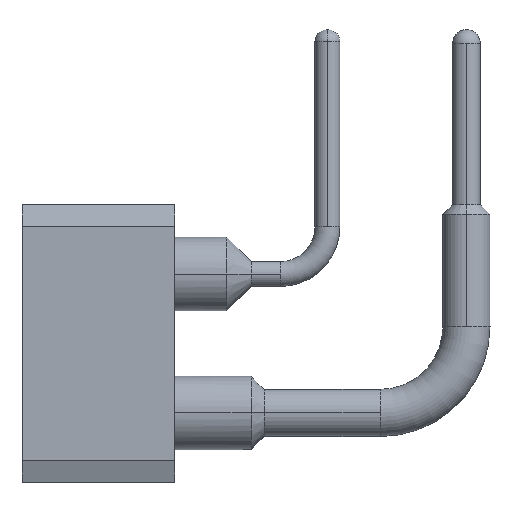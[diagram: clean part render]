
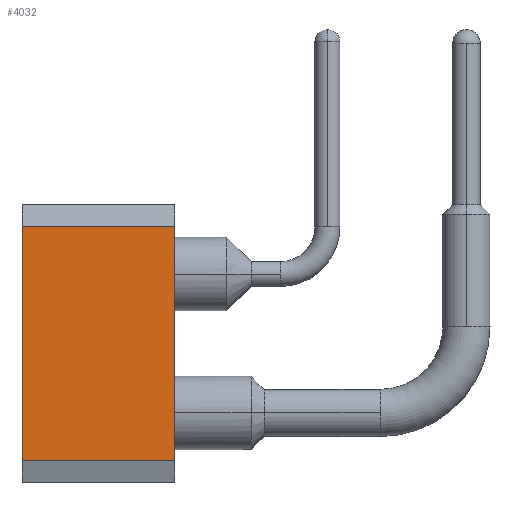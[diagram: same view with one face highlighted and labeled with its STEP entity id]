
A CAD part, left-side view. The second image highlights one B-rep face of the part: STEP entity #4032.
In plain terms, the highlighted planar face has unit normal (-1, 0, 0).
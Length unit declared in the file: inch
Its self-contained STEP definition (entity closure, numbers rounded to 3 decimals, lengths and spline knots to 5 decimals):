
#711 = CARTESIAN_POINT ( 'NONE',  ( -0.01203, 0., -0.18425 ) ) ;
#768 = EDGE_CURVE ( 'NONE', #2063, #4088, #9893, .T. ) ;
#819 = ORIENTED_EDGE ( 'NONE', *, *, #9461, .T. ) ;
#1147 = EDGE_CURVE ( 'NONE', #13123, #4448, #2316, .T. ) ;
#1186 = VECTOR ( 'NONE', #7484, 39.37008 ) ;
#1593 = CARTESIAN_POINT ( 'NONE',  ( -0.01203, 0., -0.18425 ) ) ;
#1841 = DIRECTION ( 'NONE',  ( 0., 0., 1. ) ) ;
#1927 = LINE ( 'NONE', #711, #4064 ) ;
#2063 = VERTEX_POINT ( 'NONE', #9763 ) ;
#2316 = LINE ( 'NONE', #5768, #5995 ) ;
#4032 = ADVANCED_FACE ( 'NONE', ( #8461 ), #7541, .T. ) ;
#4064 = VECTOR ( 'NONE', #1841, 39.37008 ) ;
#4088 = VERTEX_POINT ( 'NONE', #6419 ) ;
#4448 = VERTEX_POINT ( 'NONE', #1593 ) ;
#4462 = AXIS2_PLACEMENT_3D ( 'NONE', #11901, #7470, #14307 ) ;
#4531 = ORIENTED_EDGE ( 'NONE', *, *, #10495, .F. ) ;
#5008 = CARTESIAN_POINT ( 'NONE',  ( -0.01203, -0.11, -0.18425 ) ) ;
#5608 = ORIENTED_EDGE ( 'NONE', *, *, #768, .T. ) ;
#5740 = EDGE_LOOP ( 'NONE', ( #4531, #10235, #819, #5608 ) ) ;
#5768 = CARTESIAN_POINT ( 'NONE',  ( -0.01203, -0.11, -0.18425 ) ) ;
#5995 = VECTOR ( 'NONE', #6840, 39.37008 ) ;
#6419 = CARTESIAN_POINT ( 'NONE',  ( -0.01203, 0., -0.01575 ) ) ;
#6840 = DIRECTION ( 'NONE',  ( 0., 1., 0. ) ) ;
#7470 = DIRECTION ( 'NONE',  ( -1., 0., 0. ) ) ;
#7484 = DIRECTION ( 'NONE',  ( 0., 1., 0. ) ) ;
#7541 = PLANE ( 'NONE',  #4462 ) ;
#7693 = CARTESIAN_POINT ( 'NONE',  ( -0.01203, -0.11, -0.18425 ) ) ;
#7924 = DIRECTION ( 'NONE',  ( 0., 0., 1. ) ) ;
#8461 = FACE_OUTER_BOUND ( 'NONE', #5740, .T. ) ;
#9461 = EDGE_CURVE ( 'NONE', #13123, #2063, #11307, .T. ) ;
#9763 = CARTESIAN_POINT ( 'NONE',  ( -0.01203, -0.11, -0.01575 ) ) ;
#9893 = LINE ( 'NONE', #10786, #1186 ) ;
#10235 = ORIENTED_EDGE ( 'NONE', *, *, #1147, .F. ) ;
#10495 = EDGE_CURVE ( 'NONE', #4448, #4088, #1927, .T. ) ;
#10786 = CARTESIAN_POINT ( 'NONE',  ( -0.01203, -0.11, -0.01575 ) ) ;
#11307 = LINE ( 'NONE', #7693, #11793 ) ;
#11793 = VECTOR ( 'NONE', #7924, 39.37008 ) ;
#11901 = CARTESIAN_POINT ( 'NONE',  ( -0.01203, -0.11, -0.18425 ) ) ;
#13123 = VERTEX_POINT ( 'NONE', #5008 ) ;
#14307 = DIRECTION ( 'NONE',  ( 0., 0., 1. ) ) ;
